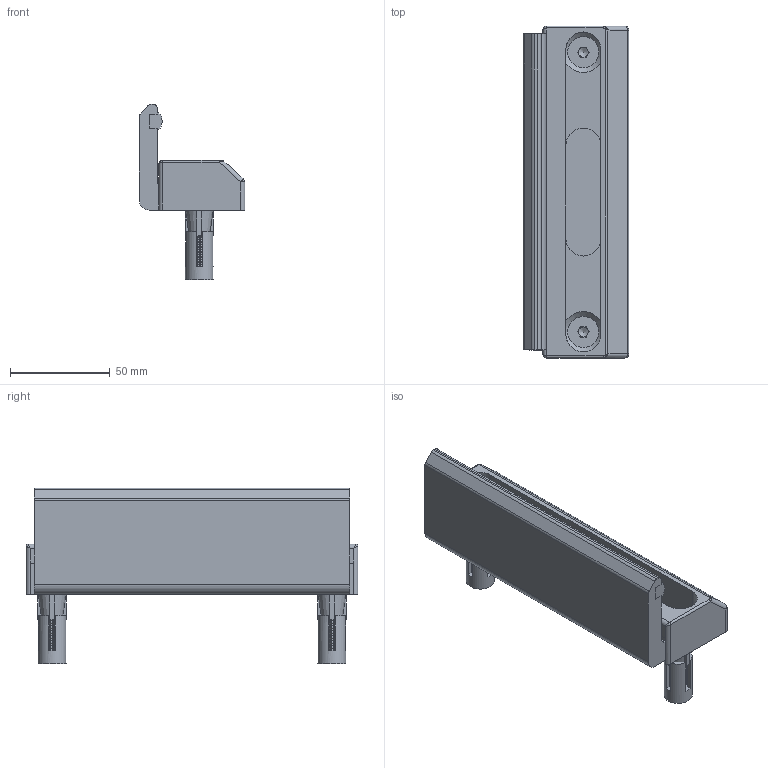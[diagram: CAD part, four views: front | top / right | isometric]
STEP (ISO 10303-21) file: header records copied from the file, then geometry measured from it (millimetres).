
FILE_DESCRIPTION (( 'STEP AP203' ), '1' );
FILE_NAME ('59620-ALU.step', '2021-11-26T09:11:18', ( '' ), ( '' ), 'SwSTEP 2.0', 'SolidWorks 2018', '' );
FILE_SCHEMA (( 'CONFIG_CONTROL_DESIGN' ));
Length unit declared in the file: millimetre
Products named in the file (16): 59620-ALU Teil4; 59620-ALU Teil1; 59620-ALU Teil5; socket countersunk head screw_din; 59620-ALU; 59620-ALU Teil3; 59620-ALU Teil2; socket countersunk head screw_din_DIN 7991 - M8 x 40 --- 40S
Assembly tree (9 placements, depth 2):
  59620-ALU Teil4
  59620-ALU Teil5
  59620-ALU Teil1
  socket countersunk head screw_din
  59620-ALU
    59620-ALU Teil1
    59620-ALU Teil2
    59620-ALU Teil3
    socket countersunk head screw_din_DIN 7991 - M8 x 40 --- 40S  x2
    59620-ALU Teil4  x2
    59620-ALU Teil5  x2
Bounding box: 52.83 x 166 x 87.85 mm (x, y, z)
Volume: 153032.4 mm3; surface area: 84759.9 mm2
Topology: 9 solids, 9 shells, 771 faces, 1980 edges, 1249 vertices
Faces by surface type: plane 441, cone 126, bspline 102, cylinder 98, sphere 2, torus 2
Full cylindrical faces by diameter (mm): 5 x2, 6.8 x2, 8 x56, 8.15 x2, 11.5 x2, 14 x2, 15.57 x2
Entity records: 25316 total; most frequent: CARTESIAN_POINT 9443, ORIENTED_EDGE 3080, DIRECTION 2563, EDGE_CURVE 1540, LINE 1153, VECTOR 1153, VERTEX_POINT 1051, EDGE_LOOP 763
